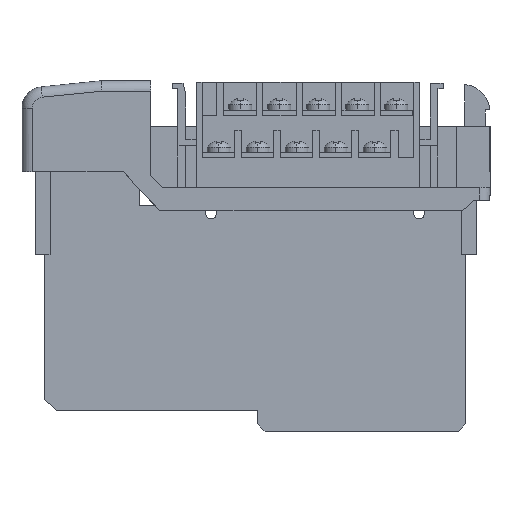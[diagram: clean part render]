
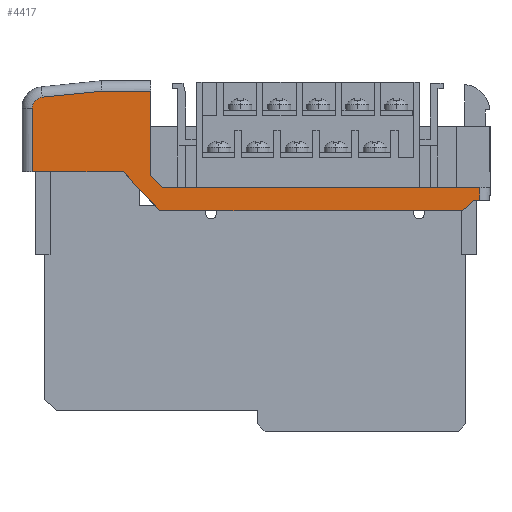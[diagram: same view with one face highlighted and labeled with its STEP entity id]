
A CAD part, left-side view. The second image highlights one B-rep face of the part: STEP entity #4417.
In plain terms, the highlighted planar face has unit normal (-1, 0, 0).
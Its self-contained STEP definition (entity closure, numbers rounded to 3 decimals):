
#4098 = EDGE_CURVE ( 'NONE', #4099, #4100, #22917, .T. ) ;
#4099 = VERTEX_POINT ( 'NONE', #22980 ) ;
#4100 = VERTEX_POINT ( 'NONE', #22979 ) ;
#4331 = EDGE_CURVE ( 'NONE', #4332, #4350, #23503, .T. ) ;
#4332 = VERTEX_POINT ( 'NONE', #23499 ) ;
#4346 = VERTEX_POINT ( 'NONE', #23513 ) ;
#4349 = EDGE_CURVE ( 'NONE', #4350, #4346, #23511, .T. ) ;
#4350 = VERTEX_POINT ( 'NONE', #23507 ) ;
#4388 = EDGE_CURVE ( 'NONE', #4389, #4402, #23621, .T. ) ;
#4389 = VERTEX_POINT ( 'NONE', #23617 ) ;
#4401 = EDGE_CURVE ( 'NONE', #4402, #4332, #23636, .T. ) ;
#4402 = VERTEX_POINT ( 'NONE', #23632 ) ;
#4410 = ORIENTED_EDGE ( 'NONE', *, *, #4411, .T. ) ;
#4411 = EDGE_CURVE ( 'NONE', #4496, #4452, #23663, .T. ) ;
#4412 = ORIENTED_EDGE ( 'NONE', *, *, #4451, .T. ) ;
#4413 = ORIENTED_EDGE ( 'NONE', *, *, #4388, .T. ) ;
#4414 = ORIENTED_EDGE ( 'NONE', *, *, #4401, .T. ) ;
#4417 = ADVANCED_FACE ( 'NONE', ( #23710 ), #23695, .F. ) ;
#4418 = ORIENTED_EDGE ( 'NONE', *, *, #4419, .T. ) ;
#4419 = EDGE_CURVE ( 'NONE', #4346, #4421, #23690, .T. ) ;
#4421 = VERTEX_POINT ( 'NONE', #23745 ) ;
#4422 = ORIENTED_EDGE ( 'NONE', *, *, #4423, .F. ) ;
#4423 = EDGE_CURVE ( 'NONE', #4424, #4421, #23744, .T. ) ;
#4424 = VERTEX_POINT ( 'NONE', #23740 ) ;
#4425 = ORIENTED_EDGE ( 'NONE', *, *, #4426, .F. ) ;
#4426 = EDGE_CURVE ( 'NONE', #4428, #4424, #23739, .T. ) ;
#4428 = VERTEX_POINT ( 'NONE', #23735 ) ;
#4429 = ORIENTED_EDGE ( 'NONE', *, *, #4430, .F. ) ;
#4430 = EDGE_CURVE ( 'NONE', #4099, #4428, #23734, .T. ) ;
#4443 = EDGE_LOOP ( 'NONE', ( #4418, #4422, #4425, #4429, #4490, #4491, #4494, #4410, #4412, #4413, #4414, #4479, #4480 ) ) ;
#4451 = EDGE_CURVE ( 'NONE', #4452, #4389, #23805, .T. ) ;
#4452 = VERTEX_POINT ( 'NONE', #23801 ) ;
#4479 = ORIENTED_EDGE ( 'NONE', *, *, #4331, .T. ) ;
#4480 = ORIENTED_EDGE ( 'NONE', *, *, #4349, .T. ) ;
#4490 = ORIENTED_EDGE ( 'NONE', *, *, #4098, .T. ) ;
#4491 = ORIENTED_EDGE ( 'NONE', *, *, #4492, .T. ) ;
#4492 = EDGE_CURVE ( 'NONE', #4100, #4493, #23905, .T. ) ;
#4493 = VERTEX_POINT ( 'NONE', #23901 ) ;
#4494 = ORIENTED_EDGE ( 'NONE', *, *, #4495, .T. ) ;
#4495 = EDGE_CURVE ( 'NONE', #4493, #4496, #23900, .T. ) ;
#4496 = VERTEX_POINT ( 'NONE', #23895 ) ;
#22914 = DIRECTION ( 'NONE',  ( 0., 1., 0. ) ) ;
#22915 = VECTOR ( 'NONE', #22914, 1000. ) ;
#22916 = CARTESIAN_POINT ( 'NONE',  ( 0.5, 34.27, 3.114 ) ) ;
#22917 = LINE ( 'NONE', #22916, #22915 ) ;
#22979 = CARTESIAN_POINT ( 'NONE',  ( 0.5, 34.17, 3.114 ) ) ;
#22980 = CARTESIAN_POINT ( 'NONE',  ( 0.5, 24.723, 3.114 ) ) ;
#23499 = CARTESIAN_POINT ( 'NONE',  ( 0.5, -35.258, -19.886 ) ) ;
#23500 = DIRECTION ( 'NONE',  ( 0., -0.731, 0.682 ) ) ;
#23501 = VECTOR ( 'NONE', #23500, 1000. ) ;
#23502 = CARTESIAN_POINT ( 'NONE',  ( 0.5, -35.258, -19.886 ) ) ;
#23503 = LINE ( 'NONE', #23502, #23501 ) ;
#23507 = CARTESIAN_POINT ( 'NONE',  ( 0.5, -37.408, -17.879 ) ) ;
#23508 = DIRECTION ( 'NONE',  ( 0., -1., 0. ) ) ;
#23509 = VECTOR ( 'NONE', #23508, 1000. ) ;
#23510 = CARTESIAN_POINT ( 'NONE',  ( 0.5, -37.408, -17.879 ) ) ;
#23511 = LINE ( 'NONE', #23510, #23509 ) ;
#23513 = CARTESIAN_POINT ( 'NONE',  ( 0.5, -38.527, -17.879 ) ) ;
#23617 = CARTESIAN_POINT ( 'NONE',  ( 0.5, 29.973, -12.386 ) ) ;
#23618 = DIRECTION ( 'NONE',  ( 0., -0.682, -0.731 ) ) ;
#23619 = VECTOR ( 'NONE', #23618, 1000. ) ;
#23620 = CARTESIAN_POINT ( 'NONE',  ( 0.5, 22.973, -19.886 ) ) ;
#23621 = LINE ( 'NONE', #23620, #23619 ) ;
#23632 = CARTESIAN_POINT ( 'NONE',  ( 0.5, 22.973, -19.886 ) ) ;
#23633 = DIRECTION ( 'NONE',  ( 0., -1., 0. ) ) ;
#23634 = VECTOR ( 'NONE', #23633, 1000. ) ;
#23635 = CARTESIAN_POINT ( 'NONE',  ( 0.5, 22.973, -19.886 ) ) ;
#23636 = LINE ( 'NONE', #23635, #23634 ) ;
#23660 = DIRECTION ( 'NONE',  ( 0., 0., -1. ) ) ;
#23661 = VECTOR ( 'NONE', #23660, 1000. ) ;
#23662 = CARTESIAN_POINT ( 'NONE',  ( 0.5, 47.473, -12.386 ) ) ;
#23663 = LINE ( 'NONE', #23662, #23661 ) ;
#23688 = VECTOR ( 'NONE', #23746, 1000. ) ;
#23689 = CARTESIAN_POINT ( 'NONE',  ( 0.5, -38.527, -0.463 ) ) ;
#23690 = LINE ( 'NONE', #23689, #23688 ) ;
#23691 = DIRECTION ( 'NONE',  ( 0., 0., -1. ) ) ;
#23692 = DIRECTION ( 'NONE',  ( 1., 0., 0. ) ) ;
#23693 = CARTESIAN_POINT ( 'NONE',  ( 0.5, -35.258, -0.876 ) ) ;
#23694 = AXIS2_PLACEMENT_3D ( 'NONE', #23693, #23692, #23691 ) ;
#23695 = PLANE ( 'NONE',  #23694 ) ;
#23710 = FACE_OUTER_BOUND ( 'NONE', #4443, .T. ) ;
#23731 = DIRECTION ( 'NONE',  ( 0., 0., -1. ) ) ;
#23732 = VECTOR ( 'NONE', #23731, 1000. ) ;
#23733 = CARTESIAN_POINT ( 'NONE',  ( 0.5, 24.723, 4.364 ) ) ;
#23734 = LINE ( 'NONE', #23733, #23732 ) ;
#23735 = CARTESIAN_POINT ( 'NONE',  ( 0.5, 24.723, -13.054 ) ) ;
#23736 = DIRECTION ( 'NONE',  ( 0., -0.685, -0.729 ) ) ;
#23737 = VECTOR ( 'NONE', #23736, 1000. ) ;
#23738 = CARTESIAN_POINT ( 'NONE',  ( 0.5, 22.532, -15.386 ) ) ;
#23739 = LINE ( 'NONE', #23738, #23737 ) ;
#23740 = CARTESIAN_POINT ( 'NONE',  ( 0.5, 22.532, -15.386 ) ) ;
#23741 = DIRECTION ( 'NONE',  ( 0., -1., 0. ) ) ;
#23742 = VECTOR ( 'NONE', #23741, 1000. ) ;
#23743 = CARTESIAN_POINT ( 'NONE',  ( 0.5, 22.532, -15.386 ) ) ;
#23744 = LINE ( 'NONE', #23743, #23742 ) ;
#23745 = CARTESIAN_POINT ( 'NONE',  ( 0.5, -38.527, -15.386 ) ) ;
#23746 = DIRECTION ( 'NONE',  ( 0., 0., 1. ) ) ;
#23801 = CARTESIAN_POINT ( 'NONE',  ( 0.5, 47.473, -12.386 ) ) ;
#23802 = DIRECTION ( 'NONE',  ( 0., -1., 0. ) ) ;
#23803 = VECTOR ( 'NONE', #23802, 1000. ) ;
#23804 = CARTESIAN_POINT ( 'NONE',  ( 0.5, 29.973, -12.386 ) ) ;
#23805 = LINE ( 'NONE', #23804, #23803 ) ;
#23895 = CARTESIAN_POINT ( 'NONE',  ( 0.5, 47.473, -0.213 ) ) ;
#23896 = DIRECTION ( 'NONE',  ( 0., 0., -1. ) ) ;
#23897 = DIRECTION ( 'NONE',  ( -1., 0., 0. ) ) ;
#23898 = CARTESIAN_POINT ( 'NONE',  ( 0.5, 45.358, -0.133 ) ) ;
#23899 = AXIS2_PLACEMENT_3D ( 'NONE', #23898, #23897, #23896 ) ;
#23900 = CIRCLE ( 'NONE', #23899, 2.116 ) ;
#23901 = CARTESIAN_POINT ( 'NONE',  ( 0.5, 45.569, 1.973 ) ) ;
#23902 = DIRECTION ( 'NONE',  ( 0., 0.995, -0.1 ) ) ;
#23903 = VECTOR ( 'NONE', #23902, 1000. ) ;
#23904 = CARTESIAN_POINT ( 'NONE',  ( 0.5, 45.569, 1.973 ) ) ;
#23905 = LINE ( 'NONE', #23904, #23903 ) ;
